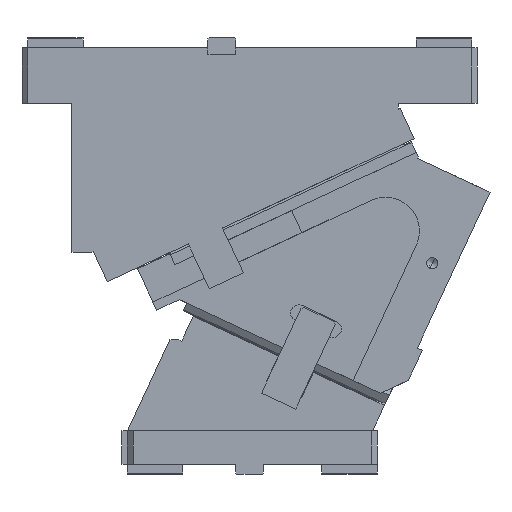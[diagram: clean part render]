
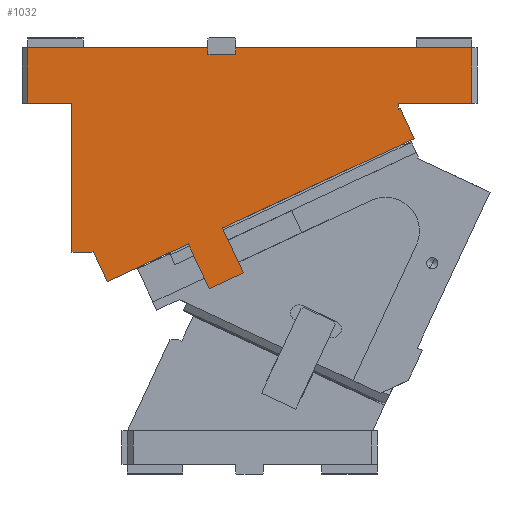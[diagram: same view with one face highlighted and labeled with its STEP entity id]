
A CAD part, front view. The second image highlights one B-rep face of the part: STEP entity #1032.
In plain terms, the highlighted planar face has unit normal (0, -1, 0).
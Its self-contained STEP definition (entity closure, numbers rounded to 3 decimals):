
#118=CARTESIAN_POINT('Vertex',(45.,-175.,-50.)) ;
#121=CARTESIAN_POINT('Line Origine',(25.,-175.,-50.)) ;
#125=CARTESIAN_POINT('Vertex',(5.,-175.,-50.)) ;
#562=CARTESIAN_POINT('Vertex',(5.,-175.,0.)) ;
#565=CARTESIAN_POINT('Line Origine',(86.25,-175.,0.)) ;
#569=CARTESIAN_POINT('Vertex',(167.5,-175.,0.)) ;
#855=CARTESIAN_POINT('Line Origine',(167.5,-175.,-3.)) ;
#859=CARTESIAN_POINT('Vertex',(167.5,-175.,-6.)) ;
#874=CARTESIAN_POINT('Axis2P3D Location',(0.,-175.,0.)) ;
#879=CARTESIAN_POINT('Line Origine',(5.,-175.,-25.)) ;
#884=CARTESIAN_POINT('Line Origine',(45.,-175.,-117.)) ;
#888=CARTESIAN_POINT('Vertex',(45.,-175.,-184.)) ;
#891=CARTESIAN_POINT('Line Origine',(53.993,-175.,-184.)) ;
#895=CARTESIAN_POINT('Vertex',(62.987,-175.,-184.)) ;
#898=CARTESIAN_POINT('Line Origine',(63.571,-175.,-183.728)) ;
#902=CARTESIAN_POINT('Vertex',(64.155,-175.,-183.455)) ;
#905=CARTESIAN_POINT('Line Origine',(70.494,-175.,-197.05)) ;
#909=CARTESIAN_POINT('Vertex',(76.833,-175.,-210.645)) ;
#912=CARTESIAN_POINT('Line Origine',(98.585,-175.,-200.502)) ;
#916=CARTESIAN_POINT('Vertex',(120.336,-175.,-190.359)) ;
#919=CARTESIAN_POINT('Line Origine',(135.064,-175.,-183.491)) ;
#923=CARTESIAN_POINT('Vertex',(149.791,-175.,-176.624)) ;
#926=CARTESIAN_POINT('Line Origine',(159.194,-175.,-196.789)) ;
#930=CARTESIAN_POINT('Vertex',(168.598,-175.,-216.955)) ;
#933=CARTESIAN_POINT('Line Origine',(184.005,-175.,-209.77)) ;
#937=CARTESIAN_POINT('Vertex',(199.412,-175.,-202.586)) ;
#940=CARTESIAN_POINT('Line Origine',(190.009,-175.,-182.42)) ;
#944=CARTESIAN_POINT('Vertex',(180.606,-175.,-162.255)) ;
#947=CARTESIAN_POINT('Line Origine',(266.931,-175.,-122.)) ;
#951=CARTESIAN_POINT('Vertex',(353.257,-175.,-81.746)) ;
#954=CARTESIAN_POINT('Line Origine',(346.918,-175.,-68.151)) ;
#958=CARTESIAN_POINT('Vertex',(340.579,-175.,-54.557)) ;
#961=CARTESIAN_POINT('Line Origine',(339.789,-175.,-54.925)) ;
#965=CARTESIAN_POINT('Vertex',(339.,-175.,-55.293)) ;
#968=CARTESIAN_POINT('Line Origine',(339.,-175.,-52.646)) ;
#972=CARTESIAN_POINT('Vertex',(339.,-175.,-50.)) ;
#975=CARTESIAN_POINT('Line Origine',(372.,-175.,-50.)) ;
#979=CARTESIAN_POINT('Vertex',(405.,-175.,-50.)) ;
#982=CARTESIAN_POINT('Line Origine',(405.,-175.,-25.)) ;
#986=CARTESIAN_POINT('Vertex',(405.,-175.,0.)) ;
#989=CARTESIAN_POINT('Line Origine',(298.75,-175.,0.)) ;
#993=CARTESIAN_POINT('Vertex',(192.5,-175.,0.)) ;
#996=CARTESIAN_POINT('Line Origine',(192.5,-175.,-3.)) ;
#1000=CARTESIAN_POINT('Vertex',(192.5,-175.,-6.)) ;
#1003=CARTESIAN_POINT('Line Origine',(180.,-175.,-6.)) ;
#122=DIRECTION('Vector Direction',(1.,0.,0.)) ;
#566=DIRECTION('Vector Direction',(1.,0.,0.)) ;
#856=DIRECTION('Vector Direction',(0.,0.,1.)) ;
#875=DIRECTION('Axis2P3D Direction',(0.,1.,0.)) ;
#876=DIRECTION('Axis2P3D XDirection',(0.,0.,1.)) ;
#880=DIRECTION('Vector Direction',(0.,0.,-1.)) ;
#885=DIRECTION('Vector Direction',(0.,0.,-1.)) ;
#892=DIRECTION('Vector Direction',(-1.,0.,0.)) ;
#899=DIRECTION('Vector Direction',(-0.906,0.,-0.423)) ;
#906=DIRECTION('Vector Direction',(0.423,0.,-0.906)) ;
#913=DIRECTION('Vector Direction',(0.906,0.,0.423)) ;
#920=DIRECTION('Vector Direction',(-0.906,0.,-0.423)) ;
#927=DIRECTION('Vector Direction',(-0.423,0.,0.906)) ;
#934=DIRECTION('Vector Direction',(0.906,0.,0.423)) ;
#941=DIRECTION('Vector Direction',(-0.423,0.,0.906)) ;
#948=DIRECTION('Vector Direction',(-0.906,0.,-0.423)) ;
#955=DIRECTION('Vector Direction',(0.423,0.,-0.906)) ;
#962=DIRECTION('Vector Direction',(0.906,0.,0.423)) ;
#969=DIRECTION('Vector Direction',(0.,0.,-1.)) ;
#976=DIRECTION('Vector Direction',(-1.,0.,0.)) ;
#983=DIRECTION('Vector Direction',(0.,0.,1.)) ;
#990=DIRECTION('Vector Direction',(1.,0.,0.)) ;
#997=DIRECTION('Vector Direction',(0.,0.,-1.)) ;
#1004=DIRECTION('Vector Direction',(1.,0.,0.)) ;
#877=AXIS2_PLACEMENT_3D('Plane Axis2P3D',#874,#875,#876) ;
#1009=ORIENTED_EDGE('',*,*,#861,.T.) ;
#1010=ORIENTED_EDGE('',*,*,#571,.F.) ;
#1011=ORIENTED_EDGE('',*,*,#883,.T.) ;
#1012=ORIENTED_EDGE('',*,*,#127,.T.) ;
#1013=ORIENTED_EDGE('',*,*,#890,.T.) ;
#1014=ORIENTED_EDGE('',*,*,#897,.F.) ;
#1015=ORIENTED_EDGE('',*,*,#904,.F.) ;
#1016=ORIENTED_EDGE('',*,*,#911,.T.) ;
#1017=ORIENTED_EDGE('',*,*,#918,.T.) ;
#1018=ORIENTED_EDGE('',*,*,#925,.T.) ;
#1019=ORIENTED_EDGE('',*,*,#932,.F.) ;
#1020=ORIENTED_EDGE('',*,*,#939,.T.) ;
#1021=ORIENTED_EDGE('',*,*,#946,.T.) ;
#1022=ORIENTED_EDGE('',*,*,#953,.T.) ;
#1023=ORIENTED_EDGE('',*,*,#960,.T.) ;
#1024=ORIENTED_EDGE('',*,*,#967,.T.) ;
#1025=ORIENTED_EDGE('',*,*,#974,.F.) ;
#1026=ORIENTED_EDGE('',*,*,#981,.F.) ;
#1027=ORIENTED_EDGE('',*,*,#988,.T.) ;
#1028=ORIENTED_EDGE('',*,*,#995,.F.) ;
#1029=ORIENTED_EDGE('',*,*,#1002,.T.) ;
#1030=ORIENTED_EDGE('',*,*,#1007,.F.) ;
#123=VECTOR('Line Direction',#122,1.) ;
#567=VECTOR('Line Direction',#566,1.) ;
#857=VECTOR('Line Direction',#856,1.) ;
#881=VECTOR('Line Direction',#880,1.) ;
#886=VECTOR('Line Direction',#885,1.) ;
#893=VECTOR('Line Direction',#892,1.) ;
#900=VECTOR('Line Direction',#899,1.) ;
#907=VECTOR('Line Direction',#906,1.) ;
#914=VECTOR('Line Direction',#913,1.) ;
#921=VECTOR('Line Direction',#920,1.) ;
#928=VECTOR('Line Direction',#927,1.) ;
#935=VECTOR('Line Direction',#934,1.) ;
#942=VECTOR('Line Direction',#941,1.) ;
#949=VECTOR('Line Direction',#948,1.) ;
#956=VECTOR('Line Direction',#955,1.) ;
#963=VECTOR('Line Direction',#962,1.) ;
#970=VECTOR('Line Direction',#969,1.) ;
#977=VECTOR('Line Direction',#976,1.) ;
#984=VECTOR('Line Direction',#983,1.) ;
#991=VECTOR('Line Direction',#990,1.) ;
#998=VECTOR('Line Direction',#997,1.) ;
#1005=VECTOR('Line Direction',#1004,1.) ;
#1032=ADVANCED_FACE('CAM HOLDER',(#1031),#878,.F.) ;
#127=EDGE_CURVE('',#126,#119,#124,.T.) ;
#571=EDGE_CURVE('',#563,#570,#568,.T.) ;
#861=EDGE_CURVE('',#860,#570,#858,.T.) ;
#883=EDGE_CURVE('',#563,#126,#882,.T.) ;
#890=EDGE_CURVE('',#119,#889,#887,.T.) ;
#897=EDGE_CURVE('',#896,#889,#894,.T.) ;
#904=EDGE_CURVE('',#903,#896,#901,.T.) ;
#911=EDGE_CURVE('',#903,#910,#908,.T.) ;
#918=EDGE_CURVE('',#910,#917,#915,.T.) ;
#925=EDGE_CURVE('',#917,#924,#922,.F.) ;
#932=EDGE_CURVE('',#931,#924,#929,.T.) ;
#939=EDGE_CURVE('',#931,#938,#936,.T.) ;
#946=EDGE_CURVE('',#938,#945,#943,.T.) ;
#953=EDGE_CURVE('',#945,#952,#950,.F.) ;
#960=EDGE_CURVE('',#952,#959,#957,.F.) ;
#967=EDGE_CURVE('',#959,#966,#964,.F.) ;
#974=EDGE_CURVE('',#973,#966,#971,.T.) ;
#981=EDGE_CURVE('',#980,#973,#978,.T.) ;
#988=EDGE_CURVE('',#980,#987,#985,.T.) ;
#995=EDGE_CURVE('',#994,#987,#992,.T.) ;
#1002=EDGE_CURVE('',#994,#1001,#999,.T.) ;
#1007=EDGE_CURVE('',#860,#1001,#1006,.T.) ;
#1008=EDGE_LOOP('',(#1009,#1010,#1011,#1012,#1013,#1014,#1015,#1016,#1017,#1018,#1019,#1020,#1021,#1022,#1023,#1024,#1025,#1026,#1027,#1028,#1029,#1030)) ;
#1031=FACE_OUTER_BOUND('',#1008,.T.) ;
#124=LINE('Line',#121,#123) ;
#568=LINE('Line',#565,#567) ;
#858=LINE('Line',#855,#857) ;
#882=LINE('Line',#879,#881) ;
#887=LINE('Line',#884,#886) ;
#894=LINE('Line',#891,#893) ;
#901=LINE('Line',#898,#900) ;
#908=LINE('Line',#905,#907) ;
#915=LINE('Line',#912,#914) ;
#922=LINE('Line',#919,#921) ;
#929=LINE('Line',#926,#928) ;
#936=LINE('Line',#933,#935) ;
#943=LINE('Line',#940,#942) ;
#950=LINE('Line',#947,#949) ;
#957=LINE('Line',#954,#956) ;
#964=LINE('Line',#961,#963) ;
#971=LINE('Line',#968,#970) ;
#978=LINE('Line',#975,#977) ;
#985=LINE('Line',#982,#984) ;
#992=LINE('Line',#989,#991) ;
#999=LINE('Line',#996,#998) ;
#1006=LINE('Line',#1003,#1005) ;
#878=PLANE('Plane',#877) ;
#119=VERTEX_POINT('',#118) ;
#126=VERTEX_POINT('',#125) ;
#563=VERTEX_POINT('',#562) ;
#570=VERTEX_POINT('',#569) ;
#860=VERTEX_POINT('',#859) ;
#889=VERTEX_POINT('',#888) ;
#896=VERTEX_POINT('',#895) ;
#903=VERTEX_POINT('',#902) ;
#910=VERTEX_POINT('',#909) ;
#917=VERTEX_POINT('',#916) ;
#924=VERTEX_POINT('',#923) ;
#931=VERTEX_POINT('',#930) ;
#938=VERTEX_POINT('',#937) ;
#945=VERTEX_POINT('',#944) ;
#952=VERTEX_POINT('',#951) ;
#959=VERTEX_POINT('',#958) ;
#966=VERTEX_POINT('',#965) ;
#973=VERTEX_POINT('',#972) ;
#980=VERTEX_POINT('',#979) ;
#987=VERTEX_POINT('',#986) ;
#994=VERTEX_POINT('',#993) ;
#1001=VERTEX_POINT('',#1000) ;
